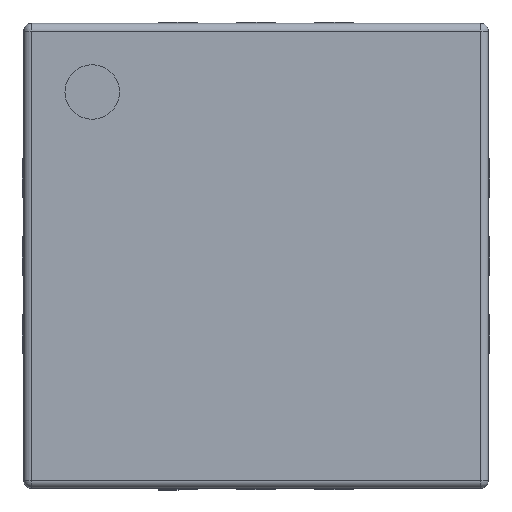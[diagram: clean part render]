
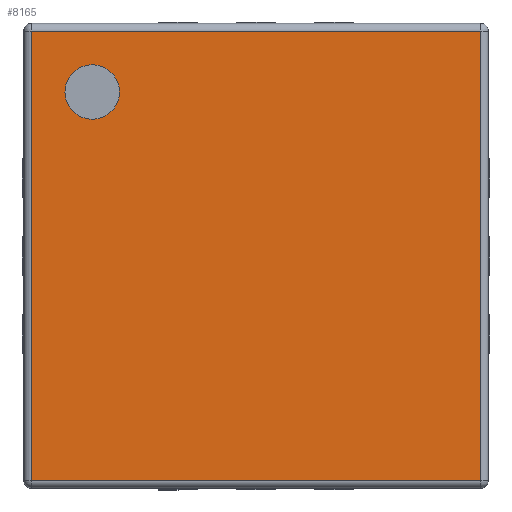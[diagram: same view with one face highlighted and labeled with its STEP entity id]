
A CAD part, top view. The second image highlights one B-rep face of the part: STEP entity #8165.
In plain terms, the highlighted planar face has unit normal (0, 0, 1).
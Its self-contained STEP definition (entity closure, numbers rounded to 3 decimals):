
#2176 = CYLINDRICAL_SURFACE('',#2177,0.05);
#2177 = AXIS2_PLACEMENT_3D('',#2178,#2179,#2180);
#2178 = CARTESIAN_POINT('',(-1.49,-1.44,0.83));
#2179 = DIRECTION('',(1.,0.,0.));
#2180 = DIRECTION('',(0.,-1.,0.));
#6829 = VERTEX_POINT('',#6830);
#6830 = CARTESIAN_POINT('',(-1.44,-1.44,0.88));
#6852 = EDGE_CURVE('',#6829,#6853,#6855,.T.);
#6853 = VERTEX_POINT('',#6854);
#6854 = CARTESIAN_POINT('',(1.44,-1.44,0.88));
#6855 = SURFACE_CURVE('',#6856,(#6860,#6867),.PCURVE_S1.);
#6856 = LINE('',#6857,#6858);
#6857 = CARTESIAN_POINT('',(-1.49,-1.44,0.88));
#6858 = VECTOR('',#6859,1.);
#6859 = DIRECTION('',(1.,0.,0.));
#6860 = PCURVE('',#2176,#6861);
#6861 = DEFINITIONAL_REPRESENTATION('',(#6862),#6866);
#6862 = LINE('',#6863,#6864);
#6863 = CARTESIAN_POINT('',(-1.571,0.));
#6864 = VECTOR('',#6865,1.);
#6865 = DIRECTION('',(-0.,1.));
#6866 = ( GEOMETRIC_REPRESENTATION_CONTEXT(2) 
PARAMETRIC_REPRESENTATION_CONTEXT() REPRESENTATION_CONTEXT('2D SPACE',''
  ) );
#6867 = PCURVE('',#6868,#6873);
#6868 = PLANE('',#6869);
#6869 = AXIS2_PLACEMENT_3D('',#6870,#6871,#6872);
#6870 = CARTESIAN_POINT('',(-1.49,-1.49,0.88));
#6871 = DIRECTION('',(0.,0.,1.));
#6872 = DIRECTION('',(1.,0.,0.));
#6873 = DEFINITIONAL_REPRESENTATION('',(#6874),#6878);
#6874 = LINE('',#6875,#6876);
#6875 = CARTESIAN_POINT('',(0.,0.05));
#6876 = VECTOR('',#6877,1.);
#6877 = DIRECTION('',(1.,0.));
#6878 = ( GEOMETRIC_REPRESENTATION_CONTEXT(2) 
PARAMETRIC_REPRESENTATION_CONTEXT() REPRESENTATION_CONTEXT('2D SPACE',''
  ) );
#7150 = CYLINDRICAL_SURFACE('',#7151,0.05);
#7151 = AXIS2_PLACEMENT_3D('',#7152,#7153,#7154);
#7152 = CARTESIAN_POINT('',(-1.44,-1.44,0.83));
#7153 = DIRECTION('',(0.,1.,0.));
#7154 = DIRECTION('',(-1.,0.,0.));
#7481 = CYLINDRICAL_SURFACE('',#7482,0.05);
#7482 = AXIS2_PLACEMENT_3D('',#7483,#7484,#7485);
#7483 = CARTESIAN_POINT('',(-1.49,1.44,0.83));
#7484 = DIRECTION('',(1.,0.,0.));
#7485 = DIRECTION('',(0.,1.,0.));
#7696 = CYLINDRICAL_SURFACE('',#7697,0.05);
#7697 = AXIS2_PLACEMENT_3D('',#7698,#7699,#7700);
#7698 = CARTESIAN_POINT('',(1.44,1.44,0.83));
#7699 = DIRECTION('',(-0.,-1.,-0.));
#7700 = DIRECTION('',(0.,0.,1.));
#8165 = ADVANCED_FACE('',(#8166,#8236),#6868,.T.);
#8166 = FACE_BOUND('',#8167,.T.);
#8167 = EDGE_LOOP('',(#8168,#8169,#8192,#8215));
#8168 = ORIENTED_EDGE('',*,*,#6852,.T.);
#8169 = ORIENTED_EDGE('',*,*,#8170,.F.);
#8170 = EDGE_CURVE('',#8171,#6853,#8173,.T.);
#8171 = VERTEX_POINT('',#8172);
#8172 = CARTESIAN_POINT('',(1.44,1.44,0.88));
#8173 = SURFACE_CURVE('',#8174,(#8178,#8185),.PCURVE_S1.);
#8174 = LINE('',#8175,#8176);
#8175 = CARTESIAN_POINT('',(1.44,1.44,0.88));
#8176 = VECTOR('',#8177,1.);
#8177 = DIRECTION('',(-0.,-1.,-0.));
#8178 = PCURVE('',#6868,#8179);
#8179 = DEFINITIONAL_REPRESENTATION('',(#8180),#8184);
#8180 = LINE('',#8181,#8182);
#8181 = CARTESIAN_POINT('',(2.93,2.93));
#8182 = VECTOR('',#8183,1.);
#8183 = DIRECTION('',(-0.,-1.));
#8184 = ( GEOMETRIC_REPRESENTATION_CONTEXT(2) 
PARAMETRIC_REPRESENTATION_CONTEXT() REPRESENTATION_CONTEXT('2D SPACE',''
  ) );
#8185 = PCURVE('',#7696,#8186);
#8186 = DEFINITIONAL_REPRESENTATION('',(#8187),#8191);
#8187 = LINE('',#8188,#8189);
#8188 = CARTESIAN_POINT('',(-0.,0.));
#8189 = VECTOR('',#8190,1.);
#8190 = DIRECTION('',(-0.,1.));
#8191 = ( GEOMETRIC_REPRESENTATION_CONTEXT(2) 
PARAMETRIC_REPRESENTATION_CONTEXT() REPRESENTATION_CONTEXT('2D SPACE',''
  ) );
#8192 = ORIENTED_EDGE('',*,*,#8193,.F.);
#8193 = EDGE_CURVE('',#8194,#8171,#8196,.T.);
#8194 = VERTEX_POINT('',#8195);
#8195 = CARTESIAN_POINT('',(-1.44,1.44,0.88));
#8196 = SURFACE_CURVE('',#8197,(#8201,#8208),.PCURVE_S1.);
#8197 = LINE('',#8198,#8199);
#8198 = CARTESIAN_POINT('',(-1.49,1.44,0.88));
#8199 = VECTOR('',#8200,1.);
#8200 = DIRECTION('',(1.,0.,0.));
#8201 = PCURVE('',#6868,#8202);
#8202 = DEFINITIONAL_REPRESENTATION('',(#8203),#8207);
#8203 = LINE('',#8204,#8205);
#8204 = CARTESIAN_POINT('',(0.,2.93));
#8205 = VECTOR('',#8206,1.);
#8206 = DIRECTION('',(1.,0.));
#8207 = ( GEOMETRIC_REPRESENTATION_CONTEXT(2) 
PARAMETRIC_REPRESENTATION_CONTEXT() REPRESENTATION_CONTEXT('2D SPACE',''
  ) );
#8208 = PCURVE('',#7481,#8209);
#8209 = DEFINITIONAL_REPRESENTATION('',(#8210),#8214);
#8210 = LINE('',#8211,#8212);
#8211 = CARTESIAN_POINT('',(1.571,0.));
#8212 = VECTOR('',#8213,1.);
#8213 = DIRECTION('',(0.,1.));
#8214 = ( GEOMETRIC_REPRESENTATION_CONTEXT(2) 
PARAMETRIC_REPRESENTATION_CONTEXT() REPRESENTATION_CONTEXT('2D SPACE',''
  ) );
#8215 = ORIENTED_EDGE('',*,*,#8216,.F.);
#8216 = EDGE_CURVE('',#6829,#8194,#8217,.T.);
#8217 = SURFACE_CURVE('',#8218,(#8222,#8229),.PCURVE_S1.);
#8218 = LINE('',#8219,#8220);
#8219 = CARTESIAN_POINT('',(-1.44,-1.44,0.88));
#8220 = VECTOR('',#8221,1.);
#8221 = DIRECTION('',(0.,1.,0.));
#8222 = PCURVE('',#6868,#8223);
#8223 = DEFINITIONAL_REPRESENTATION('',(#8224),#8228);
#8224 = LINE('',#8225,#8226);
#8225 = CARTESIAN_POINT('',(0.05,0.05));
#8226 = VECTOR('',#8227,1.);
#8227 = DIRECTION('',(0.,1.));
#8228 = ( GEOMETRIC_REPRESENTATION_CONTEXT(2) 
PARAMETRIC_REPRESENTATION_CONTEXT() REPRESENTATION_CONTEXT('2D SPACE',''
  ) );
#8229 = PCURVE('',#7150,#8230);
#8230 = DEFINITIONAL_REPRESENTATION('',(#8231),#8235);
#8231 = LINE('',#8232,#8233);
#8232 = CARTESIAN_POINT('',(1.571,0.));
#8233 = VECTOR('',#8234,1.);
#8234 = DIRECTION('',(0.,1.));
#8235 = ( GEOMETRIC_REPRESENTATION_CONTEXT(2) 
PARAMETRIC_REPRESENTATION_CONTEXT() REPRESENTATION_CONTEXT('2D SPACE',''
  ) );
#8236 = FACE_BOUND('',#8237,.T.);
#8237 = EDGE_LOOP('',(#8238));
#8238 = ORIENTED_EDGE('',*,*,#8239,.F.);
#8239 = EDGE_CURVE('',#8240,#8240,#8242,.T.);
#8240 = VERTEX_POINT('',#8241);
#8241 = CARTESIAN_POINT('',(-0.875,-1.05,0.88));
#8242 = SURFACE_CURVE('',#8243,(#8248,#8255),.PCURVE_S1.);
#8243 = CIRCLE('',#8244,0.175);
#8244 = AXIS2_PLACEMENT_3D('',#8245,#8246,#8247);
#8245 = CARTESIAN_POINT('',(-1.05,-1.05,0.88));
#8246 = DIRECTION('',(0.,0.,1.));
#8247 = DIRECTION('',(1.,0.,0.));
#8248 = PCURVE('',#6868,#8249);
#8249 = DEFINITIONAL_REPRESENTATION('',(#8250),#8254);
#8250 = CIRCLE('',#8251,0.175);
#8251 = AXIS2_PLACEMENT_2D('',#8252,#8253);
#8252 = CARTESIAN_POINT('',(0.44,0.44));
#8253 = DIRECTION('',(1.,0.));
#8254 = ( GEOMETRIC_REPRESENTATION_CONTEXT(2) 
PARAMETRIC_REPRESENTATION_CONTEXT() REPRESENTATION_CONTEXT('2D SPACE',''
  ) );
#8255 = PCURVE('',#8256,#8261);
#8256 = CYLINDRICAL_SURFACE('',#8257,0.175);
#8257 = AXIS2_PLACEMENT_3D('',#8258,#8259,#8260);
#8258 = CARTESIAN_POINT('',(-1.05,-1.05,0.88));
#8259 = DIRECTION('',(-0.,-0.,-1.));
#8260 = DIRECTION('',(1.,0.,0.));
#8261 = DEFINITIONAL_REPRESENTATION('',(#8262),#8266);
#8262 = LINE('',#8263,#8264);
#8263 = CARTESIAN_POINT('',(-0.,0.));
#8264 = VECTOR('',#8265,1.);
#8265 = DIRECTION('',(-1.,0.));
#8266 = ( GEOMETRIC_REPRESENTATION_CONTEXT(2) 
PARAMETRIC_REPRESENTATION_CONTEXT() REPRESENTATION_CONTEXT('2D SPACE',''
  ) );
